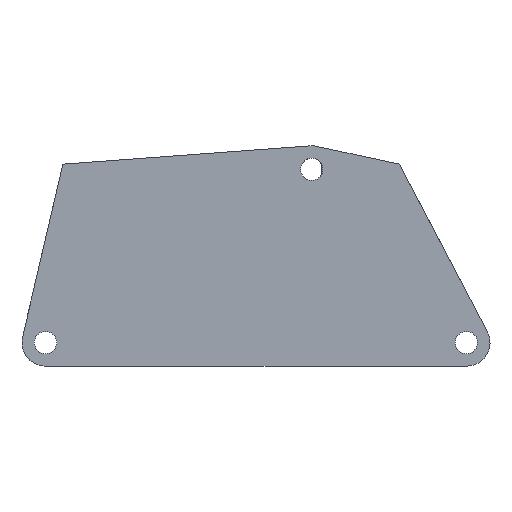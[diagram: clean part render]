
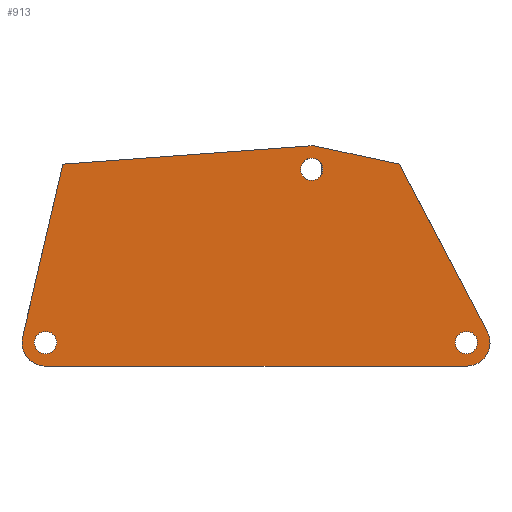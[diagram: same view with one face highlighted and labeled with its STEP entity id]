
A CAD part, top view. The second image highlights one B-rep face of the part: STEP entity #913.
In plain terms, the highlighted planar face has unit normal (0, 0, 1).
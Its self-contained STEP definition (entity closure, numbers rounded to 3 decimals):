
#27=FACE_BOUND('',#168,.T.);
#28=FACE_BOUND('',#169,.T.);
#29=FACE_BOUND('',#170,.T.);
#59=PLANE('',#1011);
#107=FACE_OUTER_BOUND('',#167,.T.);
#167=EDGE_LOOP('',(#837,#838,#839,#840,#841,#842,#843,#844));
#168=EDGE_LOOP('',(#845));
#169=EDGE_LOOP('',(#846));
#170=EDGE_LOOP('',(#847));
#199=CIRCLE('',#995,2.15);
#200=CIRCLE('',#997,2.15);
#201=CIRCLE('',#999,2.15);
#202=CIRCLE('',#1002,4.55);
#203=CIRCLE('',#1005,4.55);
#204=CIRCLE('',#1009,4.55);
#284=LINE('',#1534,#371);
#287=LINE('',#1542,#374);
#290=LINE('',#1550,#377);
#292=LINE('',#1554,#379);
#295=LINE('',#1561,#382);
#371=VECTOR('',#1235,10.);
#374=VECTOR('',#1244,10.);
#377=VECTOR('',#1253,10.);
#379=VECTOR('',#1257,10.);
#382=VECTOR('',#1266,10.);
#456=VERTEX_POINT('',#1519);
#457=VERTEX_POINT('',#1523);
#458=VERTEX_POINT('',#1527);
#459=VERTEX_POINT('',#1531);
#460=VERTEX_POINT('',#1533);
#461=VERTEX_POINT('',#1537);
#462=VERTEX_POINT('',#1541);
#463=VERTEX_POINT('',#1545);
#464=VERTEX_POINT('',#1549);
#465=VERTEX_POINT('',#1553);
#466=VERTEX_POINT('',#1557);
#572=EDGE_CURVE('',#456,#456,#199,.T.);
#574=EDGE_CURVE('',#457,#457,#200,.T.);
#576=EDGE_CURVE('',#458,#458,#201,.T.);
#579=EDGE_CURVE('',#460,#459,#284,.T.);
#581=EDGE_CURVE('',#461,#460,#202,.T.);
#583=EDGE_CURVE('',#462,#461,#287,.T.);
#585=EDGE_CURVE('',#463,#462,#203,.T.);
#587=EDGE_CURVE('',#464,#463,#290,.T.);
#589=EDGE_CURVE('',#465,#464,#292,.T.);
#591=EDGE_CURVE('',#466,#465,#204,.T.);
#593=EDGE_CURVE('',#459,#466,#295,.T.);
#837=ORIENTED_EDGE('',*,*,#593,.T.);
#838=ORIENTED_EDGE('',*,*,#591,.T.);
#839=ORIENTED_EDGE('',*,*,#589,.T.);
#840=ORIENTED_EDGE('',*,*,#587,.T.);
#841=ORIENTED_EDGE('',*,*,#585,.T.);
#842=ORIENTED_EDGE('',*,*,#583,.T.);
#843=ORIENTED_EDGE('',*,*,#581,.T.);
#844=ORIENTED_EDGE('',*,*,#579,.T.);
#845=ORIENTED_EDGE('',*,*,#576,.T.);
#846=ORIENTED_EDGE('',*,*,#574,.T.);
#847=ORIENTED_EDGE('',*,*,#572,.T.);
#913=ADVANCED_FACE('',(#107,#27,#28,#29),#59,.T.);
#995=AXIS2_PLACEMENT_3D('',#1520,#1219,#1220);
#997=AXIS2_PLACEMENT_3D('',#1524,#1224,#1225);
#999=AXIS2_PLACEMENT_3D('',#1528,#1229,#1230);
#1002=AXIS2_PLACEMENT_3D('',#1538,#1239,#1240);
#1005=AXIS2_PLACEMENT_3D('',#1546,#1248,#1249);
#1009=AXIS2_PLACEMENT_3D('',#1558,#1261,#1262);
#1011=AXIS2_PLACEMENT_3D('',#1562,#1267,#1268);
#1219=DIRECTION('center_axis',(0.,0.,-1.));
#1220=DIRECTION('ref_axis',(1.,0.,0.));
#1224=DIRECTION('center_axis',(0.,0.,-1.));
#1225=DIRECTION('ref_axis',(1.,0.,0.));
#1229=DIRECTION('center_axis',(0.,0.,-1.));
#1230=DIRECTION('ref_axis',(1.,0.,0.));
#1235=DIRECTION('',(-0.465,0.885,0.));
#1239=DIRECTION('center_axis',(0.,0.,1.));
#1240=DIRECTION('ref_axis',(1.,0.,0.));
#1244=DIRECTION('',(1.,0.,0.));
#1248=DIRECTION('center_axis',(0.,0.,1.));
#1249=DIRECTION('ref_axis',(1.,0.,0.));
#1253=DIRECTION('',(-0.227,-0.974,0.));
#1257=DIRECTION('',(-0.997,-0.074,0.));
#1261=DIRECTION('center_axis',(0.,0.,1.));
#1262=DIRECTION('ref_axis',(1.,0.,0.));
#1266=DIRECTION('',(-0.978,0.211,0.));
#1267=DIRECTION('center_axis',(0.,0.,1.));
#1268=DIRECTION('ref_axis',(1.,0.,0.));
#1519=CARTESIAN_POINT('',(-68.558,-27.551,5.));
#1520=CARTESIAN_POINT('Origin',(-66.408,-27.551,5.));
#1523=CARTESIAN_POINT('',(-17.154,5.886,5.));
#1524=CARTESIAN_POINT('Origin',(-15.004,5.886,5.));
#1527=CARTESIAN_POINT('',(12.722,-27.551,5.));
#1528=CARTESIAN_POINT('Origin',(14.872,-27.551,5.));
#1531=CARTESIAN_POINT('',(1.94,6.886,5.));
#1533=CARTESIAN_POINT('',(18.901,-25.437,5.));
#1534=CARTESIAN_POINT('',(1.94,6.886,5.));
#1537=CARTESIAN_POINT('',(14.872,-32.101,5.));
#1538=CARTESIAN_POINT('Origin',(14.872,-27.551,5.));
#1541=CARTESIAN_POINT('',(-66.408,-32.101,5.));
#1542=CARTESIAN_POINT('',(-66.408,-32.101,5.));
#1545=CARTESIAN_POINT('',(-70.839,-26.519,5.));
#1546=CARTESIAN_POINT('Origin',(-66.408,-27.551,5.));
#1549=CARTESIAN_POINT('',(-63.06,6.886,5.));
#1550=CARTESIAN_POINT('',(-63.06,6.886,5.));
#1553=CARTESIAN_POINT('',(-15.34,10.423,5.));
#1554=CARTESIAN_POINT('',(-15.34,10.423,5.));
#1557=CARTESIAN_POINT('',(-14.045,10.333,5.));
#1558=CARTESIAN_POINT('Origin',(-15.004,5.886,5.));
#1561=CARTESIAN_POINT('',(1.94,6.886,5.));
#1562=CARTESIAN_POINT('Origin',(-25.768,-10.833,5.));
